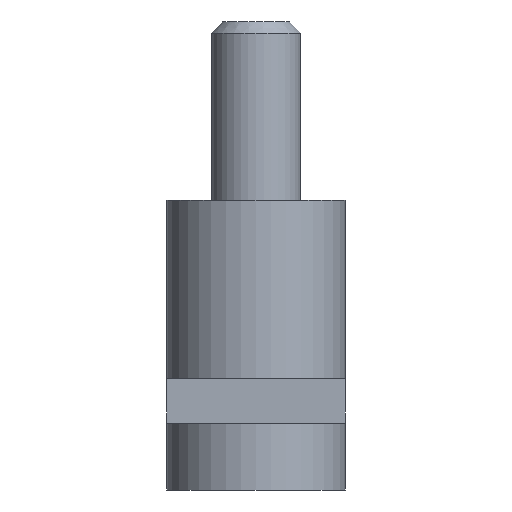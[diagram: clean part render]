
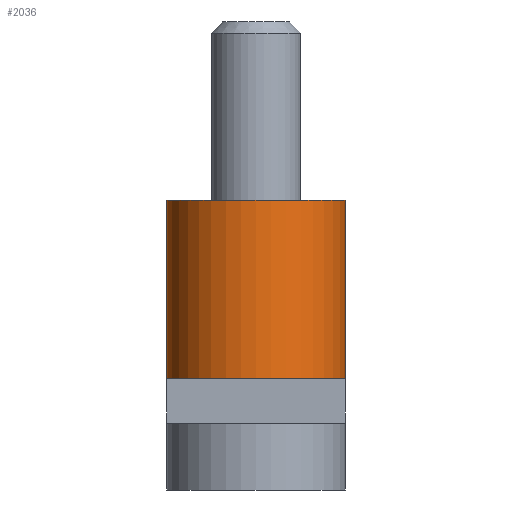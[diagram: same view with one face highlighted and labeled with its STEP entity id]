
A CAD part, left-side view. The second image highlights one B-rep face of the part: STEP entity #2036.
In plain terms, the highlighted cylindrical face has radius 4 mm (diameter 8 mm), a partial arc.
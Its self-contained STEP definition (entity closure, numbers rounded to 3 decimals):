
#32 = DIRECTION ( 'NONE',  ( 0., 1., 0. ) ) ;
#56 = DIRECTION ( 'NONE',  ( 0., 0., 1. ) ) ;
#59 = DIRECTION ( 'NONE',  ( 0., 1., 0. ) ) ;
#60 = CARTESIAN_POINT ( 'NONE',  ( 0., -8., 0. ) ) ;
#93 = ORIENTED_EDGE ( 'NONE', *, *, #1131, .F. ) ;
#96 = AXIS2_PLACEMENT_3D ( 'NONE', #1148, #1146, #1145 ) ;
#269 = VERTEX_POINT ( 'NONE', #2484 ) ;
#578 = VERTEX_POINT ( 'NONE', #2632 ) ;
#609 = VERTEX_POINT ( 'NONE', #1922 ) ;
#629 = CARTESIAN_POINT ( 'NONE',  ( 0., 0., 4. ) ) ;
#712 = EDGE_CURVE ( 'NONE', #578, #609, #1657, .T. ) ;
#721 = EDGE_CURVE ( 'NONE', #2448, #269, #1164, .T. ) ;
#731 = DIRECTION ( 'NONE',  ( 0., 1., 0. ) ) ;
#856 = CYLINDRICAL_SURFACE ( 'NONE', #2783, 4. ) ;
#949 = CIRCLE ( 'NONE', #1598, 4. ) ;
#1022 = VECTOR ( 'NONE', #32, 1000. ) ;
#1131 = EDGE_CURVE ( 'NONE', #609, #269, #2294, .T. ) ;
#1145 = DIRECTION ( 'NONE',  ( 0., 0., 1. ) ) ;
#1146 = DIRECTION ( 'NONE',  ( 0., 1., 0. ) ) ;
#1148 = CARTESIAN_POINT ( 'NONE',  ( 0., 0., 0. ) ) ;
#1164 = LINE ( 'NONE', #629, #1022 ) ;
#1258 = ORIENTED_EDGE ( 'NONE', *, *, #712, .F. ) ;
#1544 = EDGE_CURVE ( 'NONE', #578, #2448, #949, .T. ) ;
#1561 = VECTOR ( 'NONE', #731, 1000. ) ;
#1598 = AXIS2_PLACEMENT_3D ( 'NONE', #60, #59, #56 ) ;
#1657 = LINE ( 'NONE', #2807, #1561 ) ;
#1661 = ORIENTED_EDGE ( 'NONE', *, *, #721, .T. ) ;
#1763 = ORIENTED_EDGE ( 'NONE', *, *, #1544, .T. ) ;
#1781 = CARTESIAN_POINT ( 'NONE',  ( 0., 0., 0. ) ) ;
#1819 = DIRECTION ( 'NONE',  ( 0., 0., 1. ) ) ;
#1914 = DIRECTION ( 'NONE',  ( 0., 1., 0. ) ) ;
#1922 = CARTESIAN_POINT ( 'NONE',  ( 0., 0., -4. ) ) ;
#2036 = ADVANCED_FACE ( 'NONE', ( #2367 ), #856, .T. ) ;
#2200 = EDGE_LOOP ( 'NONE', ( #1258, #1763, #1661, #93 ) ) ;
#2294 = CIRCLE ( 'NONE', #96, 4. ) ;
#2367 = FACE_OUTER_BOUND ( 'NONE', #2200, .T. ) ;
#2448 = VERTEX_POINT ( 'NONE', #2451 ) ;
#2451 = CARTESIAN_POINT ( 'NONE',  ( 0., -8., 4. ) ) ;
#2484 = CARTESIAN_POINT ( 'NONE',  ( 0., 0., 4. ) ) ;
#2632 = CARTESIAN_POINT ( 'NONE',  ( 0., -8., -4. ) ) ;
#2783 = AXIS2_PLACEMENT_3D ( 'NONE', #1781, #1914, #1819 ) ;
#2807 = CARTESIAN_POINT ( 'NONE',  ( 0., 0., -4. ) ) ;
